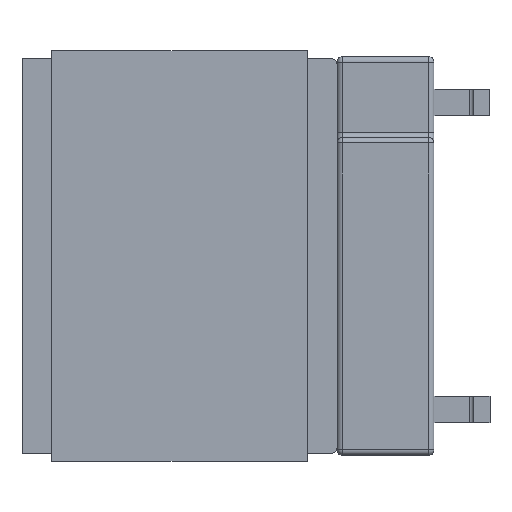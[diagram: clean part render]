
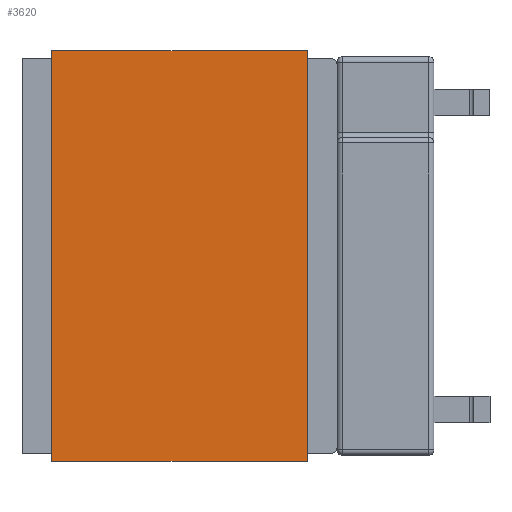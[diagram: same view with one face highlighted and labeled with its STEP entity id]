
A CAD part, left-side view. The second image highlights one B-rep face of the part: STEP entity #3620.
In plain terms, the highlighted planar face has unit normal (-1, 0, 0).
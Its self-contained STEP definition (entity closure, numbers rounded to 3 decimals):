
#480 = DIRECTION ( 'NONE',  ( 0., -1., 0. ) ) ;
#492 = CARTESIAN_POINT ( 'NONE',  ( -0.14, 0.14, -4.75 ) ) ;
#1078 = DIRECTION ( 'NONE',  ( 0., -1., 0. ) ) ;
#1342 = CARTESIAN_POINT ( 'NONE',  ( -0.14, 0.14, -4.75 ) ) ;
#1423 = ORIENTED_EDGE ( 'NONE', *, *, #8496, .F. ) ;
#1552 = VECTOR ( 'NONE', #480, 1000. ) ;
#1561 = DIRECTION ( 'NONE',  ( 0., -1., 0. ) ) ;
#2262 = FACE_OUTER_BOUND ( 'NONE', #6944, .T. ) ;
#2535 = EDGE_CURVE ( 'NONE', #3869, #9415, #3584, .T. ) ;
#2757 = VERTEX_POINT ( 'NONE', #3937 ) ;
#2871 = ORIENTED_EDGE ( 'NONE', *, *, #2535, .F. ) ;
#3584 = LINE ( 'NONE', #492, #4668 ) ;
#3598 = DIRECTION ( 'NONE',  ( 0., 0., 1. ) ) ;
#3620 = ADVANCED_FACE ( 'NONE', ( #2262 ), #4519, .T. ) ;
#3728 = CARTESIAN_POINT ( 'NONE',  ( -0.14, 0.14, 0. ) ) ;
#3869 = VERTEX_POINT ( 'NONE', #1342 ) ;
#3937 = CARTESIAN_POINT ( 'NONE',  ( -0.14, -7.49, 0. ) ) ;
#4274 = LINE ( 'NONE', #7901, #1552 ) ;
#4519 = PLANE ( 'NONE',  #7804 ) ;
#4668 = VECTOR ( 'NONE', #3598, 1000. ) ;
#4853 = CARTESIAN_POINT ( 'NONE',  ( -0.14, 0.14, -4.75 ) ) ;
#4920 = VECTOR ( 'NONE', #7709, 1000. ) ;
#5744 = CARTESIAN_POINT ( 'NONE',  ( -0.14, -7.49, -4.75 ) ) ;
#5914 = ORIENTED_EDGE ( 'NONE', *, *, #7647, .T. ) ;
#5990 = EDGE_CURVE ( 'NONE', #6798, #2757, #9828, .T. ) ;
#6231 = VECTOR ( 'NONE', #1078, 1000. ) ;
#6311 = CARTESIAN_POINT ( 'NONE',  ( -0.14, -7.49, -4.75 ) ) ;
#6798 = VERTEX_POINT ( 'NONE', #5744 ) ;
#6944 = EDGE_LOOP ( 'NONE', ( #1423, #2871, #5914, #7885 ) ) ;
#7647 = EDGE_CURVE ( 'NONE', #3869, #6798, #8800, .T. ) ;
#7709 = DIRECTION ( 'NONE',  ( 0., 0., 1. ) ) ;
#7804 = AXIS2_PLACEMENT_3D ( 'NONE', #9103, #9838, #1561 ) ;
#7885 = ORIENTED_EDGE ( 'NONE', *, *, #5990, .T. ) ;
#7901 = CARTESIAN_POINT ( 'NONE',  ( -0.14, 0.14, 0. ) ) ;
#8496 = EDGE_CURVE ( 'NONE', #9415, #2757, #4274, .T. ) ;
#8800 = LINE ( 'NONE', #4853, #6231 ) ;
#9103 = CARTESIAN_POINT ( 'NONE',  ( -0.14, 0.14, -4.75 ) ) ;
#9415 = VERTEX_POINT ( 'NONE', #3728 ) ;
#9828 = LINE ( 'NONE', #6311, #4920 ) ;
#9838 = DIRECTION ( 'NONE',  ( -1., 0., 0. ) ) ;
